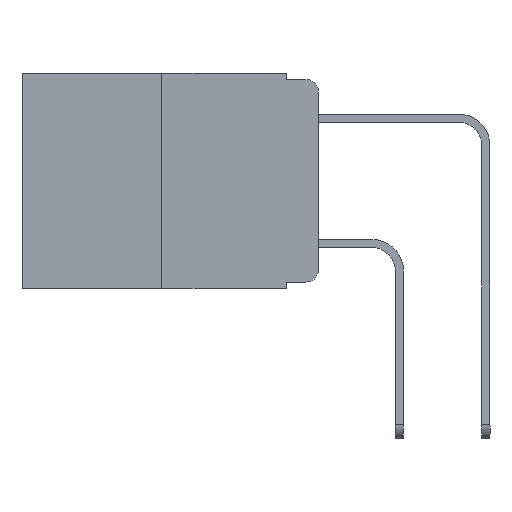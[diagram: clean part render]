
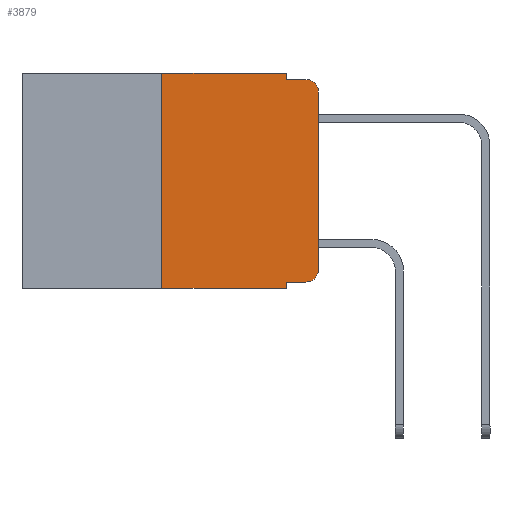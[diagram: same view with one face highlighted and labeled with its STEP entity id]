
A CAD part, left-side view. The second image highlights one B-rep face of the part: STEP entity #3879.
In plain terms, the highlighted planar face has unit normal (-1, 0, 0).
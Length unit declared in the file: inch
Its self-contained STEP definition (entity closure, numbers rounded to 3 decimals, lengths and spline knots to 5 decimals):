
#24 = VERTEX_POINT ( 'NONE', #12362 ) ;
#47 = ORIENTED_EDGE ( 'NONE', *, *, #24288, .T. ) ;
#63 = CARTESIAN_POINT ( 'NONE',  ( 0., 0.473, 0. ) ) ;
#885 = DIRECTION ( 'NONE',  ( 0., 0., -1. ) ) ;
#1177 = DIRECTION ( 'NONE',  ( 0., 0., -1. ) ) ;
#1421 = CARTESIAN_POINT ( 'NONE',  ( 0., 0., 0. ) ) ;
#1777 = CARTESIAN_POINT ( 'NONE',  ( 0., 0., -0.313 ) ) ;
#2433 = CARTESIAN_POINT ( 'NONE',  ( 0., 0.051, -0.01 ) ) ;
#3065 = VERTEX_POINT ( 'NONE', #6313 ) ;
#3407 = CARTESIAN_POINT ( 'NONE',  ( 0., 0.02, -0.01 ) ) ;
#3575 = CARTESIAN_POINT ( 'NONE',  ( 0., 0.051, -0.333 ) ) ;
#3730 = VERTEX_POINT ( 'NONE', #21341 ) ;
#3879 = ADVANCED_FACE ( 'NONE', ( #4716 ), #6725, .F. ) ;
#3929 = VERTEX_POINT ( 'NONE', #23586 ) ;
#4101 = LINE ( 'NONE', #9965, #16508 ) ;
#4312 = VECTOR ( 'NONE', #885, 39.37008 ) ;
#4418 = EDGE_CURVE ( 'NONE', #5831, #10412, #11290, .T. ) ;
#4716 = FACE_OUTER_BOUND ( 'NONE', #15177, .T. ) ;
#5367 = ORIENTED_EDGE ( 'NONE', *, *, #12501, .F. ) ;
#5681 = AXIS2_PLACEMENT_3D ( 'NONE', #19830, #17958, #10218 ) ;
#5831 = VERTEX_POINT ( 'NONE', #24528 ) ;
#6313 = CARTESIAN_POINT ( 'NONE',  ( 0., 0.051, -0.343 ) ) ;
#6383 = CARTESIAN_POINT ( 'NONE',  ( 0., 0.25, 0. ) ) ;
#6718 = AXIS2_PLACEMENT_3D ( 'NONE', #16782, #9288, #16538 ) ;
#6725 = PLANE ( 'NONE',  #5681 ) ;
#7059 = VECTOR ( 'NONE', #15179, 39.37008 ) ;
#7294 = ORIENTED_EDGE ( 'NONE', *, *, #4418, .T. ) ;
#7814 = LINE ( 'NONE', #63, #17883 ) ;
#7879 = CARTESIAN_POINT ( 'NONE',  ( 0., 0.051, -0.333 ) ) ;
#8204 = EDGE_CURVE ( 'NONE', #9253, #3730, #7814, .T. ) ;
#8703 = EDGE_CURVE ( 'NONE', #3929, #9253, #21271, .T. ) ;
#8755 = LINE ( 'NONE', #21869, #4312 ) ;
#8968 = VECTOR ( 'NONE', #16811, 39.37008 ) ;
#9038 = CARTESIAN_POINT ( 'NONE',  ( 0., 0.051, -0.01 ) ) ;
#9086 = VECTOR ( 'NONE', #11197, 39.37008 ) ;
#9203 = VERTEX_POINT ( 'NONE', #7879 ) ;
#9253 = VERTEX_POINT ( 'NONE', #6383 ) ;
#9288 = DIRECTION ( 'NONE',  ( -1., 0., 0. ) ) ;
#9403 = EDGE_CURVE ( 'NONE', #9203, #24, #16686, .T. ) ;
#9412 = DIRECTION ( 'NONE',  ( 0., -1., 0. ) ) ;
#9965 = CARTESIAN_POINT ( 'NONE',  ( 0., 0.051, 0. ) ) ;
#10218 = DIRECTION ( 'NONE',  ( 0., 0., -1. ) ) ;
#10412 = VERTEX_POINT ( 'NONE', #3407 ) ;
#10893 = AXIS2_PLACEMENT_3D ( 'NONE', #12444, #16300, #1177 ) ;
#10913 = LINE ( 'NONE', #9038, #11109 ) ;
#11109 = VECTOR ( 'NONE', #9412, 39.37008 ) ;
#11197 = DIRECTION ( 'NONE',  ( 0., -1., 0. ) ) ;
#11231 = ORIENTED_EDGE ( 'NONE', *, *, #18569, .F. ) ;
#11246 = ORIENTED_EDGE ( 'NONE', *, *, #8204, .F. ) ;
#11290 = CIRCLE ( 'NONE', #10893, 0.02 ) ;
#11571 = VERTEX_POINT ( 'NONE', #1777 ) ;
#11636 = ORIENTED_EDGE ( 'NONE', *, *, #9403, .T. ) ;
#11782 = CARTESIAN_POINT ( 'NONE',  ( 0., 0.25, 0. ) ) ;
#12362 = CARTESIAN_POINT ( 'NONE',  ( 0., 0.02, -0.333 ) ) ;
#12424 = ORIENTED_EDGE ( 'NONE', *, *, #24326, .F. ) ;
#12444 = CARTESIAN_POINT ( 'NONE',  ( 0., 0.02, -0.03 ) ) ;
#12501 = EDGE_CURVE ( 'NONE', #9203, #3065, #4101, .T. ) ;
#13306 = ORIENTED_EDGE ( 'NONE', *, *, #17231, .T. ) ;
#13888 = VECTOR ( 'NONE', #22885, 39.37008 ) ;
#15177 = EDGE_LOOP ( 'NONE', ( #13306, #7294, #12424, #11231, #11246, #17933, #20889, #5367, #11636, #47 ) ) ;
#15179 = DIRECTION ( 'NONE',  ( 0., 0., 1. ) ) ;
#16300 = DIRECTION ( 'NONE',  ( -1., 0., 0. ) ) ;
#16508 = VECTOR ( 'NONE', #17330, 39.37008 ) ;
#16538 = DIRECTION ( 'NONE',  ( 0., 0., -1. ) ) ;
#16686 = LINE ( 'NONE', #3575, #8968 ) ;
#16782 = CARTESIAN_POINT ( 'NONE',  ( 0., 0.02, -0.313 ) ) ;
#16811 = DIRECTION ( 'NONE',  ( 0., -1., 0. ) ) ;
#17231 = EDGE_CURVE ( 'NONE', #11571, #5831, #18543, .T. ) ;
#17330 = DIRECTION ( 'NONE',  ( 0., 0., -1. ) ) ;
#17883 = VECTOR ( 'NONE', #22797, 39.37008 ) ;
#17933 = ORIENTED_EDGE ( 'NONE', *, *, #8703, .F. ) ;
#17958 = DIRECTION ( 'NONE',  ( 1., 0., 0. ) ) ;
#18411 = EDGE_CURVE ( 'NONE', #3929, #3065, #20564, .T. ) ;
#18543 = LINE ( 'NONE', #1421, #7059 ) ;
#18569 = EDGE_CURVE ( 'NONE', #3730, #22489, #8755, .T. ) ;
#18689 = CARTESIAN_POINT ( 'NONE',  ( 0., 0.473, -0.343 ) ) ;
#19480 = CIRCLE ( 'NONE', #6718, 0.02 ) ;
#19830 = CARTESIAN_POINT ( 'NONE',  ( 0., 0.473, 0. ) ) ;
#20564 = LINE ( 'NONE', #18689, #9086 ) ;
#20889 = ORIENTED_EDGE ( 'NONE', *, *, #18411, .T. ) ;
#21271 = LINE ( 'NONE', #11782, #13888 ) ;
#21341 = CARTESIAN_POINT ( 'NONE',  ( 0., 0.051, 0. ) ) ;
#21869 = CARTESIAN_POINT ( 'NONE',  ( 0., 0.051, 0. ) ) ;
#22489 = VERTEX_POINT ( 'NONE', #2433 ) ;
#22797 = DIRECTION ( 'NONE',  ( 0., -1., 0. ) ) ;
#22885 = DIRECTION ( 'NONE',  ( 0., 0., 1. ) ) ;
#23586 = CARTESIAN_POINT ( 'NONE',  ( 0., 0.25, -0.343 ) ) ;
#24288 = EDGE_CURVE ( 'NONE', #24, #11571, #19480, .T. ) ;
#24326 = EDGE_CURVE ( 'NONE', #22489, #10412, #10913, .T. ) ;
#24528 = CARTESIAN_POINT ( 'NONE',  ( 0., 0., -0.03 ) ) ;
